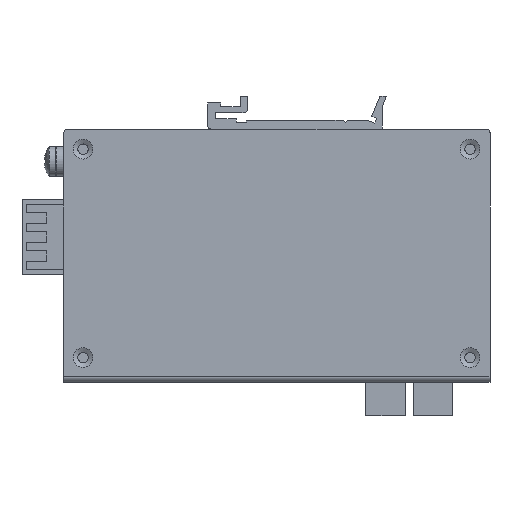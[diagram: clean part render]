
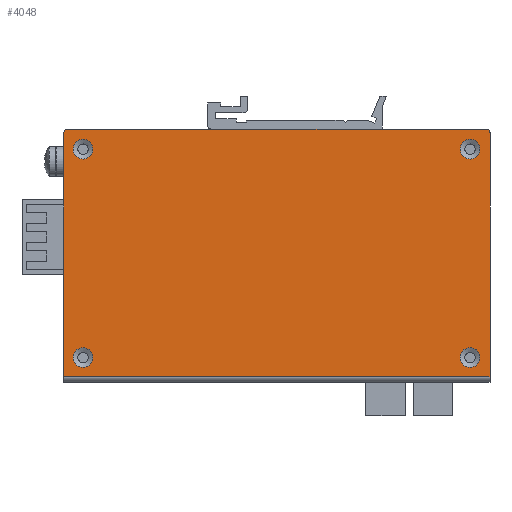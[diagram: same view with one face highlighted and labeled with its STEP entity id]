
A CAD part, left-side view. The second image highlights one B-rep face of the part: STEP entity #4048.
In plain terms, the highlighted planar face has unit normal (-1, 0, 0).
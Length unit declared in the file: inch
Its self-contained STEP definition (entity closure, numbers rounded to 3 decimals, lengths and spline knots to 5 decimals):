
#174 = VECTOR ( 'NONE', #14565, 39.37008 ) ;
#422 = CARTESIAN_POINT ( 'NONE',  ( 1.92232, -5.68884, 3.91436 ) ) ;
#926 = CIRCLE ( 'NONE', #19601, 0.10433 ) ;
#1626 = EDGE_CURVE ( 'NONE', #26695, #26695, #41095, .T. ) ;
#1691 = LINE ( 'NONE', #11672, #33987 ) ;
#1716 = LINE ( 'NONE', #16059, #41674 ) ;
#2031 = LINE ( 'NONE', #24714, #18441 ) ;
#2435 = ORIENTED_EDGE ( 'NONE', *, *, #40288, .T. ) ;
#3088 = ORIENTED_EDGE ( 'NONE', *, *, #1626, .T. ) ;
#3684 = AXIS2_PLACEMENT_3D ( 'NONE', #28614, #3735, #17635 ) ;
#3735 = DIRECTION ( 'NONE',  ( -1., 0., 0. ) ) ;
#4048 = ADVANCED_FACE ( 'NONE', ( #5780, #28144, #25954, #42395, #23787 ), #42125, .T. ) ;
#4184 = ORIENTED_EDGE ( 'NONE', *, *, #16738, .F. ) ;
#5063 = ORIENTED_EDGE ( 'NONE', *, *, #26205, .F. ) ;
#5780 = FACE_OUTER_BOUND ( 'NONE', #35563, .T. ) ;
#6847 = DIRECTION ( 'NONE',  ( 0., -1., 0. ) ) ;
#7685 = CIRCLE ( 'NONE', #27735, 0.10433 ) ;
#8478 = CARTESIAN_POINT ( 'NONE',  ( 1.92232, -1.3916, 6.39664 ) ) ;
#8552 = CARTESIAN_POINT ( 'NONE',  ( 1.92232, -1.43097, 6.39664 ) ) ;
#8788 = EDGE_LOOP ( 'NONE', ( #43233 ) ) ;
#9819 = DIRECTION ( 'NONE',  ( 0., 0., -1. ) ) ;
#9839 = ORIENTED_EDGE ( 'NONE', *, *, #42970, .T. ) ;
#11216 = CARTESIAN_POINT ( 'NONE',  ( 1.92232, -5.89947, 5.12696 ) ) ;
#11416 = VERTEX_POINT ( 'NONE', #8478 ) ;
#11672 = CARTESIAN_POINT ( 'NONE',  ( 1.92232, -1.3916, 5.12696 ) ) ;
#11676 = LINE ( 'NONE', #11216, #174 ) ;
#11763 = EDGE_LOOP ( 'NONE', ( #20928 ) ) ;
#12015 = VERTEX_POINT ( 'NONE', #20335 ) ;
#12667 = CARTESIAN_POINT ( 'NONE',  ( 1.92232, -5.58451, 6.22341 ) ) ;
#14491 = DIRECTION ( 'NONE',  ( 0., 0., 1. ) ) ;
#14565 = DIRECTION ( 'NONE',  ( 0., 0., 1. ) ) ;
#14989 = AXIS2_PLACEMENT_3D ( 'NONE', #8552, #32988, #36506 ) ;
#15418 = CARTESIAN_POINT ( 'NONE',  ( 1.92232, -5.68884, 4.01869 ) ) ;
#16059 = CARTESIAN_POINT ( 'NONE',  ( 1.92232, -3.64554, 6.43601 ) ) ;
#16266 = VERTEX_POINT ( 'NONE', #26678 ) ;
#16738 = EDGE_CURVE ( 'NONE', #40024, #41415, #1716, .T. ) ;
#16870 = EDGE_CURVE ( 'NONE', #22340, #22340, #26840, .T. ) ;
#17635 = DIRECTION ( 'NONE',  ( 0., 0., -1. ) ) ;
#17641 = ORIENTED_EDGE ( 'NONE', *, *, #30321, .T. ) ;
#18441 = VECTOR ( 'NONE', #6847, 39.37008 ) ;
#18452 = VERTEX_POINT ( 'NONE', #12667 ) ;
#19288 = VERTEX_POINT ( 'NONE', #39381 ) ;
#19601 = AXIS2_PLACEMENT_3D ( 'NONE', #36454, #25567, #28785 ) ;
#20335 = CARTESIAN_POINT ( 'NONE',  ( 1.92232, -5.89947, 6.39664 ) ) ;
#20922 = CARTESIAN_POINT ( 'NONE',  ( 1.92232, -5.8601, 6.39664 ) ) ;
#20928 = ORIENTED_EDGE ( 'NONE', *, *, #16870, .T. ) ;
#22340 = VERTEX_POINT ( 'NONE', #35873 ) ;
#23033 = ORIENTED_EDGE ( 'NONE', *, *, #41302, .T. ) ;
#23787 = FACE_BOUND ( 'NONE', #30143, .T. ) ;
#24714 = CARTESIAN_POINT ( 'NONE',  ( 1.92232, -5.90932, 3.8179 ) ) ;
#25439 = DIRECTION ( 'NONE',  ( 0., 0., -1. ) ) ;
#25567 = DIRECTION ( 'NONE',  ( 1., 0., 0. ) ) ;
#25954 = FACE_BOUND ( 'NONE', #29393, .T. ) ;
#26205 = EDGE_CURVE ( 'NONE', #38584, #11416, #1691, .T. ) ;
#26678 = CARTESIAN_POINT ( 'NONE',  ( 1.92232, -1.59436, 6.11908 ) ) ;
#26695 = VERTEX_POINT ( 'NONE', #422 ) ;
#26840 = CIRCLE ( 'NONE', #31510, 0.10433 ) ;
#27086 = CARTESIAN_POINT ( 'NONE',  ( 1.92232, -1.43097, 6.43601 ) ) ;
#27735 = AXIS2_PLACEMENT_3D ( 'NONE', #29655, #43302, #29363 ) ;
#28144 = FACE_BOUND ( 'NONE', #8788, .T. ) ;
#28481 = AXIS2_PLACEMENT_3D ( 'NONE', #15418, #32500, #25439 ) ;
#28614 = CARTESIAN_POINT ( 'NONE',  ( 1.92232, -5.90932, 3.75885 ) ) ;
#28785 = DIRECTION ( 'NONE',  ( 0., 1., 0. ) ) ;
#28830 = ORIENTED_EDGE ( 'NONE', *, *, #39876, .F. ) ;
#28894 = DIRECTION ( 'NONE',  ( 0., 0., 1. ) ) ;
#29363 = DIRECTION ( 'NONE',  ( 0., 0., -1. ) ) ;
#29393 = EDGE_LOOP ( 'NONE', ( #3088 ) ) ;
#29655 = CARTESIAN_POINT ( 'NONE',  ( 1.92232, -1.59436, 6.22341 ) ) ;
#30143 = EDGE_LOOP ( 'NONE', ( #9839 ) ) ;
#30321 = EDGE_CURVE ( 'NONE', #12015, #41415, #42788, .T. ) ;
#30692 = CARTESIAN_POINT ( 'NONE',  ( 1.92232, -1.59436, 4.01869 ) ) ;
#31510 = AXIS2_PLACEMENT_3D ( 'NONE', #30692, #34084, #9819 ) ;
#32021 = AXIS2_PLACEMENT_3D ( 'NONE', #20922, #35132, #14491 ) ;
#32186 = CARTESIAN_POINT ( 'NONE',  ( 1.92232, -5.8601, 6.43601 ) ) ;
#32500 = DIRECTION ( 'NONE',  ( 1., 0., 0. ) ) ;
#32988 = DIRECTION ( 'NONE',  ( 1., 0., 0. ) ) ;
#33987 = VECTOR ( 'NONE', #28894, 39.37008 ) ;
#34084 = DIRECTION ( 'NONE',  ( 1., 0., 0. ) ) ;
#35132 = DIRECTION ( 'NONE',  ( -1., 0., 0. ) ) ;
#35563 = EDGE_LOOP ( 'NONE', ( #2435, #17641, #4184, #28830, #5063, #23033 ) ) ;
#35873 = CARTESIAN_POINT ( 'NONE',  ( 1.92232, -1.59436, 3.91436 ) ) ;
#36454 = CARTESIAN_POINT ( 'NONE',  ( 1.92232, -5.68884, 6.22341 ) ) ;
#36506 = DIRECTION ( 'NONE',  ( 0., 0., 1. ) ) ;
#38477 = EDGE_CURVE ( 'NONE', #18452, #18452, #926, .T. ) ;
#38584 = VERTEX_POINT ( 'NONE', #39691 ) ;
#39381 = CARTESIAN_POINT ( 'NONE',  ( 1.92232, -5.89947, 3.8179 ) ) ;
#39691 = CARTESIAN_POINT ( 'NONE',  ( 1.92232, -1.3916, 3.8179 ) ) ;
#39876 = EDGE_CURVE ( 'NONE', #11416, #40024, #42320, .T. ) ;
#40024 = VERTEX_POINT ( 'NONE', #27086 ) ;
#40288 = EDGE_CURVE ( 'NONE', #19288, #12015, #11676, .T. ) ;
#40546 = DIRECTION ( 'NONE',  ( 0., -1., 0. ) ) ;
#41095 = CIRCLE ( 'NONE', #28481, 0.10433 ) ;
#41302 = EDGE_CURVE ( 'NONE', #38584, #19288, #2031, .T. ) ;
#41415 = VERTEX_POINT ( 'NONE', #32186 ) ;
#41674 = VECTOR ( 'NONE', #40546, 39.37008 ) ;
#42125 = PLANE ( 'NONE',  #3684 ) ;
#42320 = CIRCLE ( 'NONE', #14989, 0.03937 ) ;
#42395 = FACE_BOUND ( 'NONE', #11763, .T. ) ;
#42788 = CIRCLE ( 'NONE', #32021, 0.03937 ) ;
#42970 = EDGE_CURVE ( 'NONE', #16266, #16266, #7685, .T. ) ;
#43233 = ORIENTED_EDGE ( 'NONE', *, *, #38477, .T. ) ;
#43302 = DIRECTION ( 'NONE',  ( 1., 0., 0. ) ) ;
